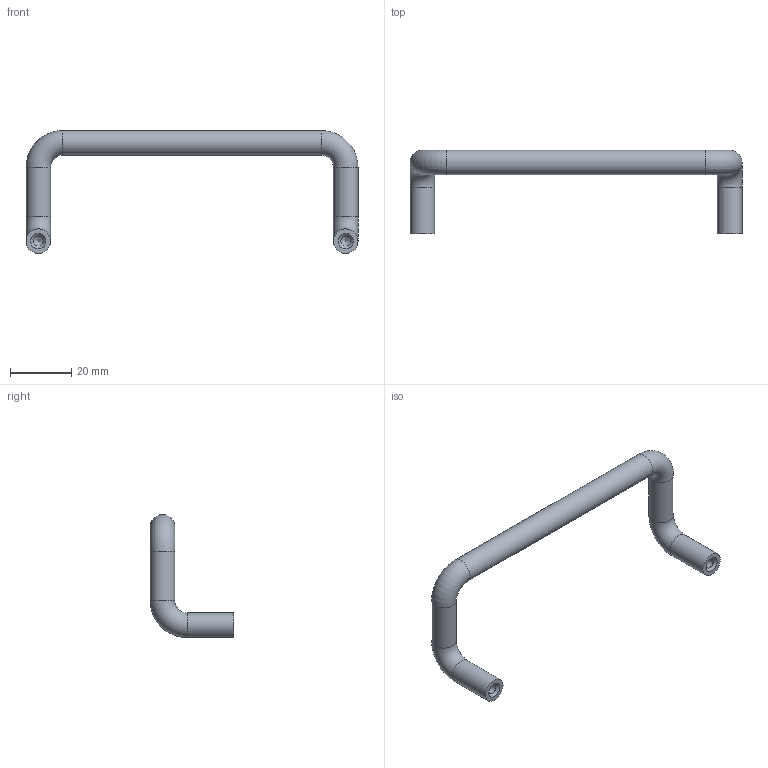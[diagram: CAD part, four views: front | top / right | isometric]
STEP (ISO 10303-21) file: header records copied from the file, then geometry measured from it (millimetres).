
FILE_DESCRIPTION(/* description */ (''),/* implementation_level */ '2;1');
FILE_NAME(/* name */ 'A-GST8-100.stp',/* time_stamp */ '2026-01-12T19:18:22+09:00',/* author */ ('user'),/* organization */ (''),/* preprocessor_version */ 'ST-DEVELOPER v15.6',/* originating_system */ 'Autodesk Inventor 2015',/* authorisation */ '');
FILE_SCHEMA (('AUTOMOTIVE_DESIGN { 1 0 10303 214 3 1 1 }'));
Length unit declared in the file: millimetre
Products named in the file (1): A-GST8-100
Bounding box: 108 x 27.2 x 40 mm (x, y, z)
Volume: 9755.3 mm3; surface area: 5180.1 mm2
Topology: 1 solids, 1 shells, 17 faces, 33 edges, 18 vertices
Faces by surface type: cylinder 7, cone 4, torus 4, plane 2
Full cylindrical faces by diameter (mm): 3.242 x2, 8 x5
Entity records: 358 total; most frequent: DIRECTION 68, CARTESIAN_POINT 50, AXIS2_PLACEMENT_3D 34, EDGE_LOOP 32, ORIENTED_EDGE 32, FACE_OUTER_BOUND 17, ADVANCED_FACE 17, CIRCLE 16
